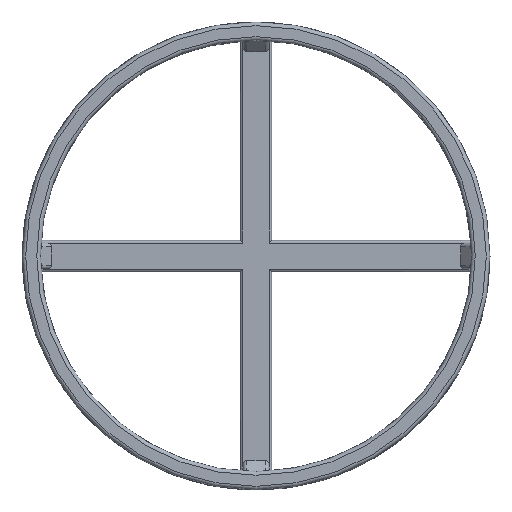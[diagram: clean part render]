
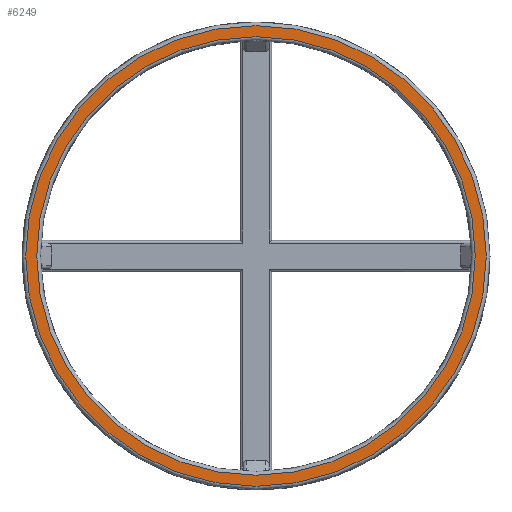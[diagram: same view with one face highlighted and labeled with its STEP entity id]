
A CAD part, top view. The second image highlights one B-rep face of the part: STEP entity #6249.
In plain terms, the highlighted planar face has unit normal (0, 0, 1).
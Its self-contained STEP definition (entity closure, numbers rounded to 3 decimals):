
#1274 = TOROIDAL_SURFACE('',#1275,59.5,1.);
#1275 = AXIS2_PLACEMENT_3D('',#1276,#1277,#1278);
#1276 = CARTESIAN_POINT('',(0.,0.,21.)
  );
#1277 = DIRECTION('',(0.,0.,1.));
#1278 = DIRECTION('',(1.,0.,-0.));
#4881 = VERTEX_POINT('',#4882);
#4882 = CARTESIAN_POINT('',(59.5,0.,22.));
#4902 = EDGE_CURVE('',#4881,#4881,#4903,.T.);
#4903 = SURFACE_CURVE('',#4904,(#4909,#4916),.PCURVE_S1.);
#4904 = CIRCLE('',#4905,59.5);
#4905 = AXIS2_PLACEMENT_3D('',#4906,#4907,#4908);
#4906 = CARTESIAN_POINT('',(0.,0.,22.)
  );
#4907 = DIRECTION('',(0.,0.,1.));
#4908 = DIRECTION('',(1.,0.,-0.));
#4909 = PCURVE('',#1274,#4910);
#4910 = DEFINITIONAL_REPRESENTATION('',(#4911),#4915);
#4911 = LINE('',#4912,#4913);
#4912 = CARTESIAN_POINT('',(0.,1.571));
#4913 = VECTOR('',#4914,1.);
#4914 = DIRECTION('',(1.,0.));
#4915 = ( GEOMETRIC_REPRESENTATION_CONTEXT(2) 
PARAMETRIC_REPRESENTATION_CONTEXT() REPRESENTATION_CONTEXT('2D SPACE',''
  ) );
#4916 = PCURVE('',#4917,#4922);
#4917 = PLANE('',#4918);
#4918 = AXIS2_PLACEMENT_3D('',#4919,#4920,#4921);
#4919 = CARTESIAN_POINT('',(0.,0.,22.)
  );
#4920 = DIRECTION('',(0.,0.,1.));
#4921 = DIRECTION('',(1.,0.,-0.));
#4922 = DEFINITIONAL_REPRESENTATION('',(#4923),#4927);
#4923 = CIRCLE('',#4924,59.5);
#4924 = AXIS2_PLACEMENT_2D('',#4925,#4926);
#4925 = CARTESIAN_POINT('',(0.,0.));
#4926 = DIRECTION('',(1.,0.));
#4927 = ( GEOMETRIC_REPRESENTATION_CONTEXT(2) 
PARAMETRIC_REPRESENTATION_CONTEXT() REPRESENTATION_CONTEXT('2D SPACE',''
  ) );
#6249 = ADVANCED_FACE('',(#6250,#6281),#4917,.T.);
#6250 = FACE_BOUND('',#6251,.T.);
#6251 = EDGE_LOOP('',(#6252));
#6252 = ORIENTED_EDGE('',*,*,#6253,.T.);
#6253 = EDGE_CURVE('',#6254,#6254,#6256,.T.);
#6254 = VERTEX_POINT('',#6255);
#6255 = CARTESIAN_POINT('',(62.5,0.,22.));
#6256 = SURFACE_CURVE('',#6257,(#6262,#6269),.PCURVE_S1.);
#6257 = CIRCLE('',#6258,62.5);
#6258 = AXIS2_PLACEMENT_3D('',#6259,#6260,#6261);
#6259 = CARTESIAN_POINT('',(0.,0.,22.));
#6260 = DIRECTION('',(0.,0.,1.));
#6261 = DIRECTION('',(1.,0.,-0.));
#6262 = PCURVE('',#4917,#6263);
#6263 = DEFINITIONAL_REPRESENTATION('',(#6264),#6268);
#6264 = CIRCLE('',#6265,62.5);
#6265 = AXIS2_PLACEMENT_2D('',#6266,#6267);
#6266 = CARTESIAN_POINT('',(0.,0.));
#6267 = DIRECTION('',(1.,0.));
#6268 = ( GEOMETRIC_REPRESENTATION_CONTEXT(2) 
PARAMETRIC_REPRESENTATION_CONTEXT() REPRESENTATION_CONTEXT('2D SPACE',''
  ) );
#6269 = PCURVE('',#6270,#6275);
#6270 = TOROIDAL_SURFACE('',#6271,62.5,1.);
#6271 = AXIS2_PLACEMENT_3D('',#6272,#6273,#6274);
#6272 = CARTESIAN_POINT('',(0.,0.,21.));
#6273 = DIRECTION('',(0.,0.,1.));
#6274 = DIRECTION('',(1.,0.,-0.));
#6275 = DEFINITIONAL_REPRESENTATION('',(#6276),#6280);
#6276 = LINE('',#6277,#6278);
#6277 = CARTESIAN_POINT('',(0.,1.571));
#6278 = VECTOR('',#6279,1.);
#6279 = DIRECTION('',(1.,0.));
#6280 = ( GEOMETRIC_REPRESENTATION_CONTEXT(2) 
PARAMETRIC_REPRESENTATION_CONTEXT() REPRESENTATION_CONTEXT('2D SPACE',''
  ) );
#6281 = FACE_BOUND('',#6282,.T.);
#6282 = EDGE_LOOP('',(#6283));
#6283 = ORIENTED_EDGE('',*,*,#4902,.F.);
